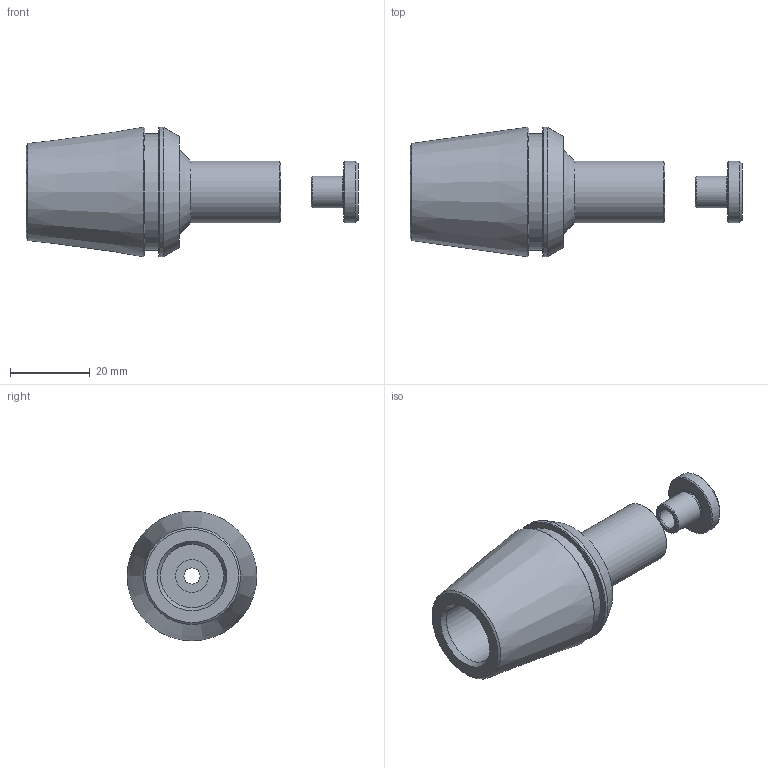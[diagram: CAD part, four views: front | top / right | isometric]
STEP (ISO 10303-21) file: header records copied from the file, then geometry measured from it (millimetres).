
FILE_DESCRIPTION(/* description */ (''),/* implementation_level */ '2;1');
FILE_NAME(/* name */ 'ER32-SSA8-1.0.step',/* time_stamp */ '2025-12-16T16:51:17-06:00',/* author */ (''),/* organization */ (''),/* preprocessor_version */ 'ST-DEVELOPER v20.1',/* originating_system */ 'Autodesk Translation Framework v14.21.0.0',/* authorisation */ '');
FILE_SCHEMA (('AUTOMOTIVE_DESIGN { 1 0 10303 214 3 1 1 }'));
Length unit declared in the file: inch
Products named in the file (4): ER32-ER11-1.5M; ER32-ER11-2.0 v4; SSA8mm-Cap v1 (1); SSA8mm-Cap v1
Assembly tree (3 placements, depth 3):
  ER32-ER11-1.5M
    ER32-ER11-2.0 v4
    SSA8mm-Cap v1 (1)
      SSA8mm-Cap v1
Bounding box: 83 x 32.41 x 32.41 mm (x, y, z)
Volume: 25648.1 mm3; surface area: 8633.1 mm2
Topology: 2 solids, 2 shells, 55 faces, 94 edges, 58 vertices
Faces by surface type: plane 19, cylinder 19, cone 17
Full cylindrical faces by diameter (mm): 1.88 x8, 4.039 x1, 5.156 x1, 7.746 x1, 8 x2, 8.23 x1, 15.469 x1, 15.494 x1, 15.799 x1, 29.185 x1, 32.41 x1
Entity records: 1466 total; most frequent: DIRECTION 276, CARTESIAN_POINT 214, ORIENTED_EDGE 188, AXIS2_PLACEMENT_3D 120, EDGE_CURVE 94, EDGE_LOOP 74, CIRCLE 58, VERTEX_POINT 58
